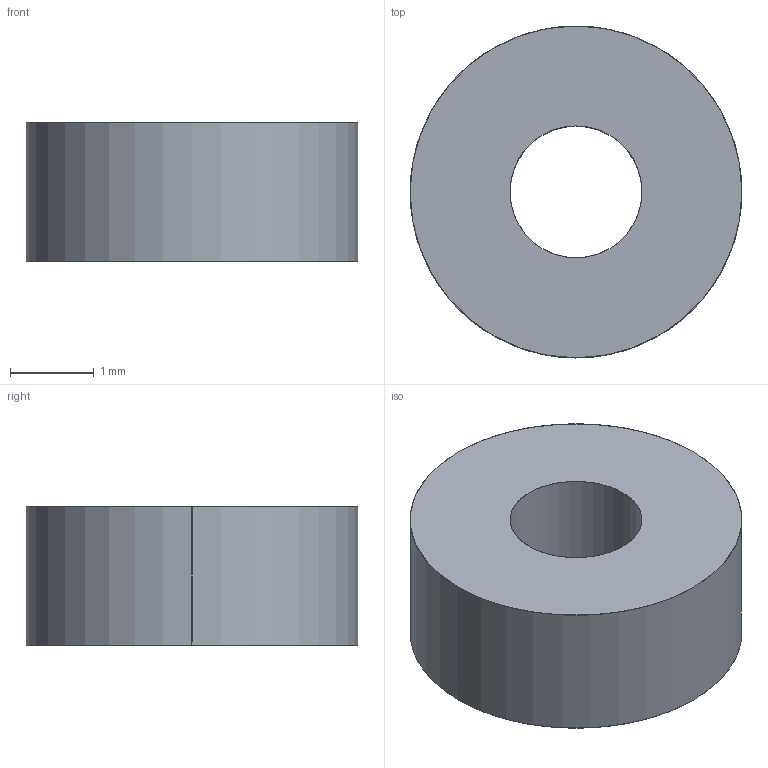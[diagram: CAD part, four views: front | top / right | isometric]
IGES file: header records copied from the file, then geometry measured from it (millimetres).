
Start section: SolidWorks IGES file using analytic representation for surfaces
Global section: file name: TO-8-065.IGS; native system: SolidWorks 2011; preprocessor: SolidWorks 2011; author: awright; date: 120703.115217; units: inch
Bounding box: 3.96 x 3.96 x 1.65 mm (x, y, z)
Surface area: 49.5 mm2 (no closed solid volume)
Topology: 0 solids, 0 shells, 6 faces, 112 edges, 112 vertices
Faces by surface type: revolution 4, bspline 2
